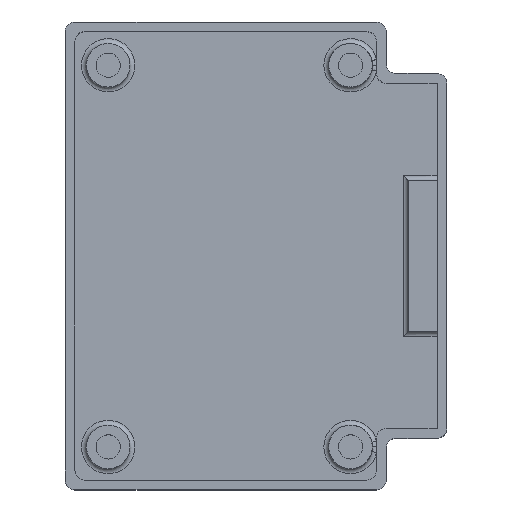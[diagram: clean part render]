
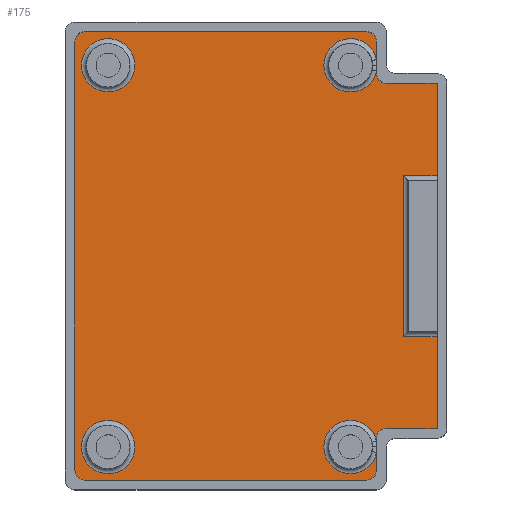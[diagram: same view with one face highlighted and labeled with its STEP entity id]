
A CAD part, top view. The second image highlights one B-rep face of the part: STEP entity #175.
In plain terms, the highlighted planar face has unit normal (0, 0, 1).
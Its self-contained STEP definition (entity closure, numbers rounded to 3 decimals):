
#21 = EDGE_CURVE('',#22,#24,#26,.T.);
#22 = VERTEX_POINT('',#23);
#23 = CARTESIAN_POINT('',(29.9,-28.5,1.6));
#24 = VERTEX_POINT('',#25);
#25 = CARTESIAN_POINT('',(29.9,-13.3,1.6));
#26 = LINE('',#27,#28);
#27 = CARTESIAN_POINT('',(29.9,-28.5,1.6));
#28 = VECTOR('',#29,1.);
#29 = DIRECTION('',(0.,1.,0.));
#48 = VERTEX_POINT('',#49);
#49 = CARTESIAN_POINT('',(29.9,28.5,1.6));
#55 = EDGE_CURVE('',#56,#48,#58,.T.);
#56 = VERTEX_POINT('',#57);
#57 = CARTESIAN_POINT('',(29.9,13.3,1.6));
#58 = LINE('',#59,#60);
#59 = CARTESIAN_POINT('',(29.9,-28.5,1.6));
#60 = VECTOR('',#61,1.);
#61 = DIRECTION('',(0.,1.,0.));
#175 = ADVANCED_FACE('',(#176,#344,#355),#366,.T.);
#176 = FACE_BOUND('',#177,.T.);
#177 = EDGE_LOOP('',(#178,#188,#197,#203,#204,#212,#220,#226,#227,#235,
    #244,#252,#261,#269,#278,#286,#295,#303,#312,#320,#329,#337));
#178 = ORIENTED_EDGE('',*,*,#179,.F.);
#179 = EDGE_CURVE('',#180,#182,#184,.T.);
#180 = VERTEX_POINT('',#181);
#181 = CARTESIAN_POINT('',(19.9,-30.1,1.6));
#182 = VERTEX_POINT('',#183);
#183 = CARTESIAN_POINT('',(19.9,-30.567,1.6));
#184 = LINE('',#185,#186);
#185 = CARTESIAN_POINT('',(19.9,-30.1,1.6));
#186 = VECTOR('',#187,1.);
#187 = DIRECTION('',(0.,-1.,0.));
#188 = ORIENTED_EDGE('',*,*,#189,.F.);
#189 = EDGE_CURVE('',#190,#180,#192,.T.);
#190 = VERTEX_POINT('',#191);
#191 = CARTESIAN_POINT('',(21.5,-28.5,1.6));
#192 = CIRCLE('',#193,1.6);
#193 = AXIS2_PLACEMENT_3D('',#194,#195,#196);
#194 = CARTESIAN_POINT('',(21.5,-30.1,1.6));
#195 = DIRECTION('',(0.,0.,1.));
#196 = DIRECTION('',(1.,0.,0.));
#197 = ORIENTED_EDGE('',*,*,#198,.F.);
#198 = EDGE_CURVE('',#22,#190,#199,.T.);
#199 = LINE('',#200,#201);
#200 = CARTESIAN_POINT('',(29.9,-28.5,1.6));
#201 = VECTOR('',#202,1.);
#202 = DIRECTION('',(-1.,0.,0.));
#203 = ORIENTED_EDGE('',*,*,#21,.T.);
#204 = ORIENTED_EDGE('',*,*,#205,.F.);
#205 = EDGE_CURVE('',#206,#24,#208,.T.);
#206 = VERTEX_POINT('',#207);
#207 = CARTESIAN_POINT('',(24.3,-13.3,1.6));
#208 = LINE('',#209,#210);
#209 = CARTESIAN_POINT('',(25.1,-13.3,1.6));
#210 = VECTOR('',#211,1.);
#211 = DIRECTION('',(1.,0.,0.));
#212 = ORIENTED_EDGE('',*,*,#213,.F.);
#213 = EDGE_CURVE('',#214,#206,#216,.T.);
#214 = VERTEX_POINT('',#215);
#215 = CARTESIAN_POINT('',(24.3,13.3,1.6));
#216 = LINE('',#217,#218);
#217 = CARTESIAN_POINT('',(24.3,12.5,1.6));
#218 = VECTOR('',#219,1.);
#219 = DIRECTION('',(0.,-1.,0.));
#220 = ORIENTED_EDGE('',*,*,#221,.F.);
#221 = EDGE_CURVE('',#56,#214,#222,.T.);
#222 = LINE('',#223,#224);
#223 = CARTESIAN_POINT('',(29.9,13.3,1.6));
#224 = VECTOR('',#225,1.);
#225 = DIRECTION('',(-1.,0.,0.));
#226 = ORIENTED_EDGE('',*,*,#55,.T.);
#227 = ORIENTED_EDGE('',*,*,#228,.T.);
#228 = EDGE_CURVE('',#48,#229,#231,.T.);
#229 = VERTEX_POINT('',#230);
#230 = CARTESIAN_POINT('',(21.5,28.5,1.6));
#231 = LINE('',#232,#233);
#232 = CARTESIAN_POINT('',(29.9,28.5,1.6));
#233 = VECTOR('',#234,1.);
#234 = DIRECTION('',(-1.,0.,0.));
#235 = ORIENTED_EDGE('',*,*,#236,.F.);
#236 = EDGE_CURVE('',#237,#229,#239,.T.);
#237 = VERTEX_POINT('',#238);
#238 = CARTESIAN_POINT('',(19.9,30.1,1.6));
#239 = CIRCLE('',#240,1.6);
#240 = AXIS2_PLACEMENT_3D('',#241,#242,#243);
#241 = CARTESIAN_POINT('',(21.5,30.1,1.6));
#242 = DIRECTION('',(0.,0.,1.));
#243 = DIRECTION('',(1.,0.,0.));
#244 = ORIENTED_EDGE('',*,*,#245,.T.);
#245 = EDGE_CURVE('',#237,#246,#248,.T.);
#246 = VERTEX_POINT('',#247);
#247 = CARTESIAN_POINT('',(19.9,30.567,1.6));
#248 = LINE('',#249,#250);
#249 = CARTESIAN_POINT('',(19.9,30.1,1.6));
#250 = VECTOR('',#251,1.);
#251 = DIRECTION('',(0.,1.,0.));
#252 = ORIENTED_EDGE('',*,*,#253,.F.);
#253 = EDGE_CURVE('',#254,#246,#256,.T.);
#254 = VERTEX_POINT('',#255);
#255 = CARTESIAN_POINT('',(19.9,32.433,1.6));
#256 = CIRCLE('',#257,4.4);
#257 = AXIS2_PLACEMENT_3D('',#258,#259,#260);
#258 = CARTESIAN_POINT('',(15.6,31.5,1.6));
#259 = DIRECTION('',(0.,0.,1.));
#260 = DIRECTION('',(1.,0.,-0.));
#261 = ORIENTED_EDGE('',*,*,#262,.T.);
#262 = EDGE_CURVE('',#254,#263,#265,.T.);
#263 = VERTEX_POINT('',#264);
#264 = CARTESIAN_POINT('',(19.9,35.4,1.6));
#265 = LINE('',#266,#267);
#266 = CARTESIAN_POINT('',(19.9,30.1,1.6));
#267 = VECTOR('',#268,1.);
#268 = DIRECTION('',(0.,1.,0.));
#269 = ORIENTED_EDGE('',*,*,#270,.T.);
#270 = EDGE_CURVE('',#263,#271,#273,.T.);
#271 = VERTEX_POINT('',#272);
#272 = CARTESIAN_POINT('',(18.3,37.,1.6));
#273 = CIRCLE('',#274,1.6);
#274 = AXIS2_PLACEMENT_3D('',#275,#276,#277);
#275 = CARTESIAN_POINT('',(18.3,35.4,1.6));
#276 = DIRECTION('',(0.,0.,1.));
#277 = DIRECTION('',(1.,0.,0.));
#278 = ORIENTED_EDGE('',*,*,#279,.T.);
#279 = EDGE_CURVE('',#271,#280,#282,.T.);
#280 = VERTEX_POINT('',#281);
#281 = CARTESIAN_POINT('',(-28.3,37.,1.6));
#282 = LINE('',#283,#284);
#283 = CARTESIAN_POINT('',(18.3,37.,1.6));
#284 = VECTOR('',#285,1.);
#285 = DIRECTION('',(-1.,0.,0.));
#286 = ORIENTED_EDGE('',*,*,#287,.T.);
#287 = EDGE_CURVE('',#280,#288,#290,.T.);
#288 = VERTEX_POINT('',#289);
#289 = CARTESIAN_POINT('',(-29.9,35.4,1.6));
#290 = CIRCLE('',#291,1.6);
#291 = AXIS2_PLACEMENT_3D('',#292,#293,#294);
#292 = CARTESIAN_POINT('',(-28.3,35.4,1.6));
#293 = DIRECTION('',(0.,0.,1.));
#294 = DIRECTION('',(1.,0.,0.));
#295 = ORIENTED_EDGE('',*,*,#296,.T.);
#296 = EDGE_CURVE('',#288,#297,#299,.T.);
#297 = VERTEX_POINT('',#298);
#298 = CARTESIAN_POINT('',(-29.9,-35.4,1.6));
#299 = LINE('',#300,#301);
#300 = CARTESIAN_POINT('',(-29.9,35.4,1.6));
#301 = VECTOR('',#302,1.);
#302 = DIRECTION('',(0.,-1.,0.));
#303 = ORIENTED_EDGE('',*,*,#304,.T.);
#304 = EDGE_CURVE('',#297,#305,#307,.T.);
#305 = VERTEX_POINT('',#306);
#306 = CARTESIAN_POINT('',(-28.3,-37.,1.6));
#307 = CIRCLE('',#308,1.6);
#308 = AXIS2_PLACEMENT_3D('',#309,#310,#311);
#309 = CARTESIAN_POINT('',(-28.3,-35.4,1.6));
#310 = DIRECTION('',(0.,0.,1.));
#311 = DIRECTION('',(1.,0.,0.));
#312 = ORIENTED_EDGE('',*,*,#313,.T.);
#313 = EDGE_CURVE('',#305,#314,#316,.T.);
#314 = VERTEX_POINT('',#315);
#315 = CARTESIAN_POINT('',(18.3,-37.,1.6));
#316 = LINE('',#317,#318);
#317 = CARTESIAN_POINT('',(-28.3,-37.,1.6));
#318 = VECTOR('',#319,1.);
#319 = DIRECTION('',(1.,0.,0.));
#320 = ORIENTED_EDGE('',*,*,#321,.T.);
#321 = EDGE_CURVE('',#314,#322,#324,.T.);
#322 = VERTEX_POINT('',#323);
#323 = CARTESIAN_POINT('',(19.9,-35.4,1.6));
#324 = CIRCLE('',#325,1.6);
#325 = AXIS2_PLACEMENT_3D('',#326,#327,#328);
#326 = CARTESIAN_POINT('',(18.3,-35.4,1.6));
#327 = DIRECTION('',(0.,0.,1.));
#328 = DIRECTION('',(1.,0.,0.));
#329 = ORIENTED_EDGE('',*,*,#330,.F.);
#330 = EDGE_CURVE('',#331,#322,#333,.T.);
#331 = VERTEX_POINT('',#332);
#332 = CARTESIAN_POINT('',(19.9,-32.433,1.6));
#333 = LINE('',#334,#335);
#334 = CARTESIAN_POINT('',(19.9,-30.1,1.6));
#335 = VECTOR('',#336,1.);
#336 = DIRECTION('',(0.,-1.,0.));
#337 = ORIENTED_EDGE('',*,*,#338,.F.);
#338 = EDGE_CURVE('',#182,#331,#339,.T.);
#339 = CIRCLE('',#340,4.4);
#340 = AXIS2_PLACEMENT_3D('',#341,#342,#343);
#341 = CARTESIAN_POINT('',(15.6,-31.5,1.6));
#342 = DIRECTION('',(0.,0.,1.));
#343 = DIRECTION('',(1.,0.,-0.));
#344 = FACE_BOUND('',#345,.T.);
#345 = EDGE_LOOP('',(#346));
#346 = ORIENTED_EDGE('',*,*,#347,.F.);
#347 = EDGE_CURVE('',#348,#348,#350,.T.);
#348 = VERTEX_POINT('',#349);
#349 = CARTESIAN_POINT('',(-20.,31.5,1.6));
#350 = CIRCLE('',#351,4.4);
#351 = AXIS2_PLACEMENT_3D('',#352,#353,#354);
#352 = CARTESIAN_POINT('',(-24.4,31.5,1.6));
#353 = DIRECTION('',(0.,0.,1.));
#354 = DIRECTION('',(1.,0.,-0.));
#355 = FACE_BOUND('',#356,.T.);
#356 = EDGE_LOOP('',(#357));
#357 = ORIENTED_EDGE('',*,*,#358,.F.);
#358 = EDGE_CURVE('',#359,#359,#361,.T.);
#359 = VERTEX_POINT('',#360);
#360 = CARTESIAN_POINT('',(-20.,-31.5,1.6));
#361 = CIRCLE('',#362,4.4);
#362 = AXIS2_PLACEMENT_3D('',#363,#364,#365);
#363 = CARTESIAN_POINT('',(-24.4,-31.5,1.6));
#364 = DIRECTION('',(0.,0.,1.));
#365 = DIRECTION('',(1.,0.,-0.));
#366 = PLANE('',#367);
#367 = AXIS2_PLACEMENT_3D('',#368,#369,#370);
#368 = CARTESIAN_POINT('',(-0.843,0.,1.6));
#369 = DIRECTION('',(0.,0.,1.));
#370 = DIRECTION('',(1.,0.,0.));
